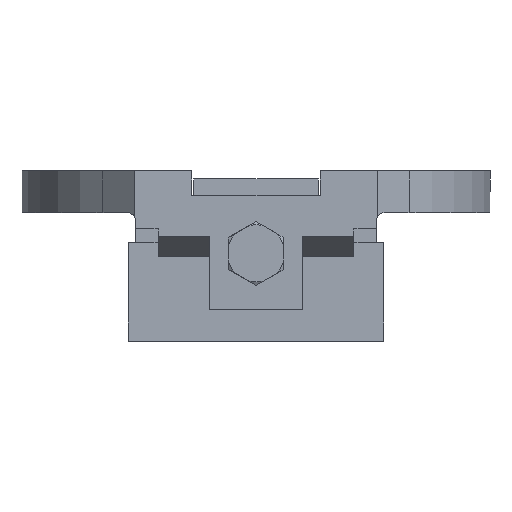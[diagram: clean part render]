
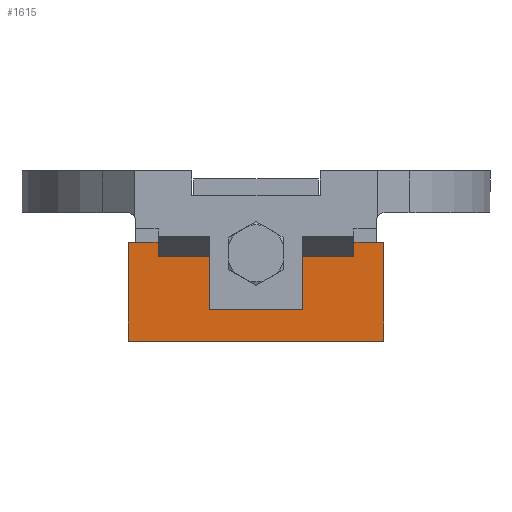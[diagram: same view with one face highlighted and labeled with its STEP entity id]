
A CAD part, left-side view. The second image highlights one B-rep face of the part: STEP entity #1615.
In plain terms, the highlighted planar face has unit normal (-1, 0, 0).
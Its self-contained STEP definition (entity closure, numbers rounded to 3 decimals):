
#1615=ADVANCED_FACE('',(#2517,#2518),#1802,.T.);
#1802=PLANE('',#4680);
#1913=LINE('',#5919,#2215);
#1914=LINE('',#5922,#2216);
#1915=LINE('',#5924,#2217);
#1916=LINE('',#5926,#2218);
#1917=LINE('',#5928,#2219);
#1918=LINE('',#5930,#2220);
#1919=LINE('',#5932,#2221);
#1920=LINE('',#5934,#2222);
#1921=LINE('',#5936,#2223);
#1922=LINE('',#5938,#2224);
#1923=LINE('',#5940,#2225);
#1924=LINE('',#5942,#2226);
#2215=VECTOR('',#4994,1.);
#2216=VECTOR('',#4995,1.);
#2217=VECTOR('',#4996,1.);
#2218=VECTOR('',#4997,1.);
#2219=VECTOR('',#4998,1.);
#2220=VECTOR('',#4999,1.);
#2221=VECTOR('',#5000,1.);
#2222=VECTOR('',#5001,1.);
#2223=VECTOR('',#5002,1.);
#2224=VECTOR('',#5003,1.);
#2225=VECTOR('',#5004,1.);
#2226=VECTOR('',#5005,1.);
#2517=FACE_BOUND('',#2644,.T.);
#2518=FACE_BOUND('',#2645,.T.);
#2644=EDGE_LOOP('',(#2896));
#2645=EDGE_LOOP('',(#2897,#2898,#2899,#2900,#2901,#2902,#2903,#2904,#2905,
#2906,#2907,#2908));
#2896=ORIENTED_EDGE('',*,*,#4110,.T.);
#2897=ORIENTED_EDGE('',*,*,#4111,.F.);
#2898=ORIENTED_EDGE('',*,*,#4112,.F.);
#2899=ORIENTED_EDGE('',*,*,#4113,.F.);
#2900=ORIENTED_EDGE('',*,*,#4114,.F.);
#2901=ORIENTED_EDGE('',*,*,#4115,.F.);
#2902=ORIENTED_EDGE('',*,*,#4116,.F.);
#2903=ORIENTED_EDGE('',*,*,#4117,.F.);
#2904=ORIENTED_EDGE('',*,*,#4118,.F.);
#2905=ORIENTED_EDGE('',*,*,#4119,.F.);
#2906=ORIENTED_EDGE('',*,*,#4120,.F.);
#2907=ORIENTED_EDGE('',*,*,#4121,.F.);
#2908=ORIENTED_EDGE('',*,*,#4122,.F.);
#3794=VERTEX_POINT('',#5918);
#3795=VERTEX_POINT('',#5920);
#3796=VERTEX_POINT('',#5921);
#3797=VERTEX_POINT('',#5923);
#3798=VERTEX_POINT('',#5925);
#3799=VERTEX_POINT('',#5927);
#3800=VERTEX_POINT('',#5929);
#3801=VERTEX_POINT('',#5931);
#3802=VERTEX_POINT('',#5933);
#3803=VERTEX_POINT('',#5935);
#3804=VERTEX_POINT('',#5937);
#3805=VERTEX_POINT('',#5939);
#3806=VERTEX_POINT('',#5941);
#4110=EDGE_CURVE('',#3794,#3794,#4559,.T.);
#4111=EDGE_CURVE('',#3795,#3796,#1913,.T.);
#4112=EDGE_CURVE('',#3797,#3795,#1914,.T.);
#4113=EDGE_CURVE('',#3798,#3797,#1915,.T.);
#4114=EDGE_CURVE('',#3799,#3798,#1916,.T.);
#4115=EDGE_CURVE('',#3800,#3799,#1917,.T.);
#4116=EDGE_CURVE('',#3801,#3800,#1918,.T.);
#4117=EDGE_CURVE('',#3802,#3801,#1919,.T.);
#4118=EDGE_CURVE('',#3803,#3802,#1920,.T.);
#4119=EDGE_CURVE('',#3804,#3803,#1921,.T.);
#4120=EDGE_CURVE('',#3805,#3804,#1922,.T.);
#4121=EDGE_CURVE('',#3806,#3805,#1923,.T.);
#4122=EDGE_CURVE('',#3796,#3806,#1924,.T.);
#4559=CIRCLE('',#4679,9.);
#4679=AXIS2_PLACEMENT_3D('',#5917,#4992,#4993);
#4680=AXIS2_PLACEMENT_3D('',#5943,#5006,#5007);
#4992=DIRECTION('',(1.,0.,0.));
#4993=DIRECTION('',(0.,-1.,0.));
#4994=DIRECTION('',(0.,-1.,0.));
#4995=DIRECTION('',(0.,0.,1.));
#4996=DIRECTION('',(0.,1.,0.));
#4997=DIRECTION('',(0.,0.,-1.));
#4998=DIRECTION('',(0.,-1.,0.));
#4999=DIRECTION('',(0.,0.,1.));
#5000=DIRECTION('',(0.,-1.,0.));
#5001=DIRECTION('',(0.,0.,-1.));
#5002=DIRECTION('',(0.,-1.,0.));
#5003=DIRECTION('',(0.,0.,1.));
#5004=DIRECTION('',(0.,-1.,0.));
#5005=DIRECTION('',(0.,0.,-1.));
#5006=DIRECTION('',(-1.,0.,0.));
#5007=DIRECTION('',(0.,1.,0.));
#5917=CARTESIAN_POINT('',(-83.097,0.,-45.607));
#5918=CARTESIAN_POINT('',(-83.097,-9.,-45.607));
#5919=CARTESIAN_POINT('',(-83.097,0.,-40.107));
#5920=CARTESIAN_POINT('',(-83.097,62.5,-40.107));
#5921=CARTESIAN_POINT('',(-83.097,48.,-40.107));
#5922=CARTESIAN_POINT('',(-83.097,62.5,-70.357));
#5923=CARTESIAN_POINT('',(-83.097,62.5,-88.607));
#5924=CARTESIAN_POINT('',(-83.097,0.,-88.607));
#5925=CARTESIAN_POINT('',(-83.097,-62.5,-88.607));
#5926=CARTESIAN_POINT('',(-83.097,-62.5,-70.357));
#5927=CARTESIAN_POINT('',(-83.097,-62.5,-40.107));
#5928=CARTESIAN_POINT('',(-83.097,0.,-40.107));
#5929=CARTESIAN_POINT('',(-83.097,-48.,-40.107));
#5930=CARTESIAN_POINT('',(-83.097,-48.,-70.357));
#5931=CARTESIAN_POINT('',(-83.097,-48.,-47.107));
#5932=CARTESIAN_POINT('',(-83.097,0.,-47.107));
#5933=CARTESIAN_POINT('',(-83.097,-22.,-47.107));
#5934=CARTESIAN_POINT('',(-83.097,-22.,-70.357));
#5935=CARTESIAN_POINT('',(-83.097,-22.,-17.107));
#5936=CARTESIAN_POINT('',(-83.097,0.,-17.107));
#5937=CARTESIAN_POINT('',(-83.097,22.,-17.107));
#5938=CARTESIAN_POINT('',(-83.097,22.,-70.357));
#5939=CARTESIAN_POINT('',(-83.097,22.,-47.107));
#5940=CARTESIAN_POINT('',(-83.097,0.,-47.107));
#5941=CARTESIAN_POINT('',(-83.097,48.,-47.107));
#5942=CARTESIAN_POINT('',(-83.097,48.,-70.357));
#5943=CARTESIAN_POINT('',(-83.097,0.,-70.357));
